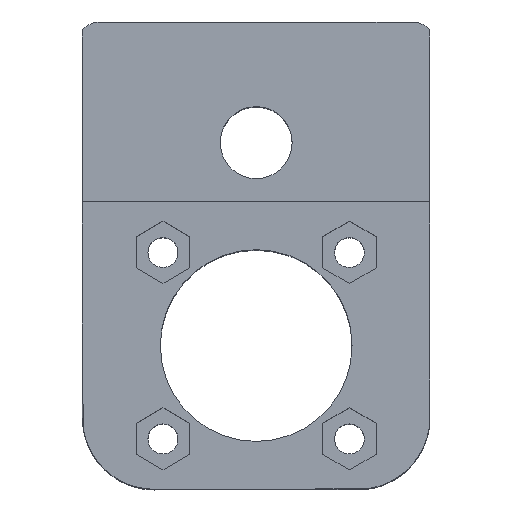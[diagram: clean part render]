
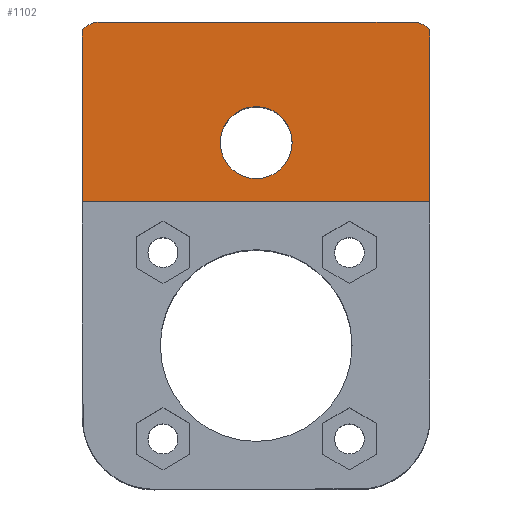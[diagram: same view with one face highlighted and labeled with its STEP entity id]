
A CAD part, top view. The second image highlights one B-rep face of the part: STEP entity #1102.
In plain terms, the highlighted planar face has unit normal (0, 0, 1).
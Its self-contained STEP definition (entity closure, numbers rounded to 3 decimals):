
#15=ELLIPSE('',#1179,2.087,2.);
#19=ELLIPSE('',#1193,2.087,2.);
#78=FACE_BOUND('',#213,.T.);
#92=CIRCLE('',#1194,3.);
#136=FACE_OUTER_BOUND('',#212,.T.);
#212=EDGE_LOOP('',(#931,#932,#933,#934,#935,#936));
#213=EDGE_LOOP('',(#937));
#307=LINE('',#1715,#416);
#324=LINE('',#2237,#433);
#326=LINE('',#2240,#435);
#327=LINE('',#2242,#436);
#416=VECTOR('',#1359,10.);
#433=VECTOR('',#1418,10.);
#435=VECTOR('',#1422,10.);
#436=VECTOR('',#1423,10.);
#508=VERTEX_POINT('',#1713);
#509=VERTEX_POINT('',#1714);
#525=VERTEX_POINT('',#2149);
#526=VERTEX_POINT('',#2150);
#545=VERTEX_POINT('',#2236);
#546=VERTEX_POINT('',#2241);
#547=VERTEX_POINT('',#2244);
#633=EDGE_CURVE('',#508,#509,#307,.T.);
#660=EDGE_CURVE('',#525,#526,#15,.T.);
#681=EDGE_CURVE('',#545,#526,#324,.T.);
#683=EDGE_CURVE('',#525,#508,#326,.T.);
#684=EDGE_CURVE('',#509,#546,#327,.T.);
#685=EDGE_CURVE('',#545,#546,#19,.T.);
#686=EDGE_CURVE('',#547,#547,#92,.T.);
#931=ORIENTED_EDGE('',*,*,#660,.F.);
#932=ORIENTED_EDGE('',*,*,#683,.T.);
#933=ORIENTED_EDGE('',*,*,#633,.T.);
#934=ORIENTED_EDGE('',*,*,#684,.T.);
#935=ORIENTED_EDGE('',*,*,#685,.F.);
#936=ORIENTED_EDGE('',*,*,#681,.T.);
#937=ORIENTED_EDGE('',*,*,#686,.T.);
#1053=PLANE('',#1192);
#1102=ADVANCED_FACE('',(#136,#78),#1053,.T.);
#1179=AXIS2_PLACEMENT_3D('',#2151,#1386,#1387);
#1192=AXIS2_PLACEMENT_3D('',#2239,#1420,#1421);
#1193=AXIS2_PLACEMENT_3D('',#2243,#1424,#1425);
#1194=AXIS2_PLACEMENT_3D('',#2245,#1426,#1427);
#1359=DIRECTION('',(1.,0.,0.));
#1386=DIRECTION('center_axis',(0.,0.,
-1.));
#1387=DIRECTION('ref_axis',(-0.806,0.592,0.));
#1418=DIRECTION('',(-1.,0.,0.));
#1420=DIRECTION('center_axis',(0.,0.,
1.));
#1421=DIRECTION('ref_axis',(0.,1.,0.));
#1422=DIRECTION('',(0.,-1.,0.));
#1423=DIRECTION('',(0.,1.,0.));
#1424=DIRECTION('center_axis',(0.,0.,
-1.));
#1425=DIRECTION('ref_axis',(0.806,0.592,0.));
#1426=DIRECTION('center_axis',(0.,0.,
-1.));
#1427=DIRECTION('ref_axis',(0.,-1.,0.));
#1713=CARTESIAN_POINT('',(-14.5,12.,27.));
#1714=CARTESIAN_POINT('',(14.5,12.,27.));
#1715=CARTESIAN_POINT('',(-14.5,12.,27.));
#2149=CARTESIAN_POINT('',(-14.5,26.335,27.));
#2150=CARTESIAN_POINT('',(-13.007,27.,27.));
#2151=CARTESIAN_POINT('Origin',(-12.923,24.969,27.));
#2236=CARTESIAN_POINT('',(13.007,27.,27.));
#2237=CARTESIAN_POINT('',(-14.5,27.,27.));
#2239=CARTESIAN_POINT('Origin',(-14.5,12.,27.));
#2240=CARTESIAN_POINT('',(-14.5,12.,27.));
#2241=CARTESIAN_POINT('',(14.5,26.335,27.));
#2242=CARTESIAN_POINT('',(14.5,12.,27.));
#2243=CARTESIAN_POINT('Origin',(12.923,24.969,27.));
#2244=CARTESIAN_POINT('',(3.,16.938,27.));
#2245=CARTESIAN_POINT('Origin',(0.,16.938,27.));
